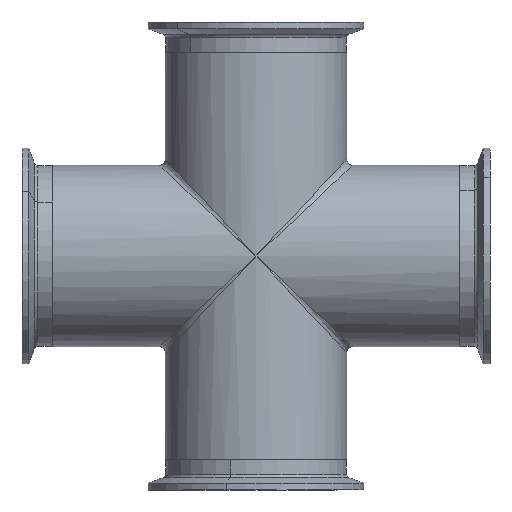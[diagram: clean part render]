
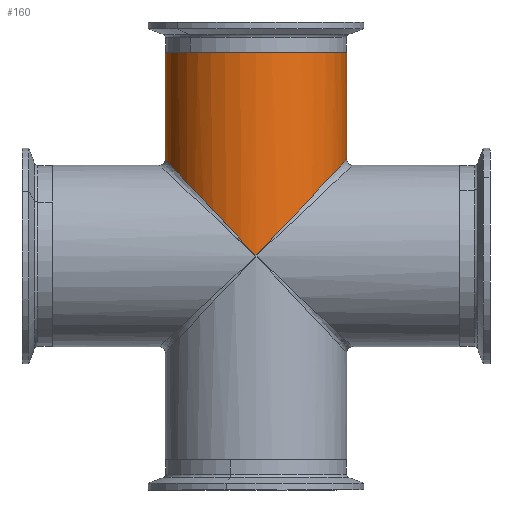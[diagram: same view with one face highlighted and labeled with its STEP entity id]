
A CAD part, front view. The second image highlights one B-rep face of the part: STEP entity #160.
In plain terms, the highlighted cylindrical face has radius 38.1 mm (diameter 76.2 mm), a partial arc.
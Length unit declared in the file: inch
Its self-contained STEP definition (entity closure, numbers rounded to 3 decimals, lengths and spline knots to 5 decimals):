
#16 = CARTESIAN_POINT ( 'NONE',  ( -1.5, 0., 3.37402 ) ) ;
#53 = AXIS2_PLACEMENT_3D ( 'NONE', #721, #1499, #1694 ) ;
#160 = ADVANCED_FACE ( 'NONE', ( #1198 ), #1391, .T. ) ;
#167 = DIRECTION ( 'NONE',  ( -1., 0., 0. ) ) ;
#177 = CARTESIAN_POINT ( 'NONE',  ( -1.5, -0.87868, 1.59843 ) ) ;
#204 = ORIENTED_EDGE ( 'NONE', *, *, #465, .T. ) ;
#214 = CARTESIAN_POINT ( 'NONE',  ( 1.5, 0., 1.59843 ) ) ;
#224 = EDGE_LOOP ( 'NONE', ( #1712, #1582, #1680, #204, #1734 ) ) ;
#367 = VERTEX_POINT ( 'NONE', #608 ) ;
#464 = CARTESIAN_POINT ( 'NONE',  ( 0.87868, -1.5, 0.93634 ) ) ;
#465 = EDGE_CURVE ( 'NONE', #367, #1027, #1732, .T. ) ;
#608 = CARTESIAN_POINT ( 'NONE',  ( -1.5, 0., 1.59843 ) ) ;
#721 = CARTESIAN_POINT ( 'NONE',  ( 0., 0., 3.37402 ) ) ;
#728 = CARTESIAN_POINT ( 'NONE',  ( 1.5, 0., 3.37402 ) ) ;
#766 = CARTESIAN_POINT ( 'NONE',  ( 0., 0., 3.37402 ) ) ;
#793 = VERTEX_POINT ( 'NONE', #214 ) ;
#883 = VECTOR ( 'NONE', #1706, 39.37008 ) ;
#945 = CARTESIAN_POINT ( 'NONE',  ( 0., -1.5, 0. ) ) ;
#1004 = EDGE_CURVE ( 'NONE', #2001, #367, #2397, .T. ) ;
#1018 = CARTESIAN_POINT ( 'NONE',  ( 1.5, 0., 1.59843 ) ) ;
#1027 = VERTEX_POINT ( 'NONE', #1553 ) ;
#1079 = AXIS2_PLACEMENT_3D ( 'NONE', #766, #2406, #167 ) ;
#1117 = CARTESIAN_POINT ( 'NONE',  ( -1.5, 0., 1.59843 ) ) ;
#1147 = EDGE_CURVE ( 'NONE', #1027, #793, #1925, .T. ) ;
#1198 = FACE_OUTER_BOUND ( 'NONE', #224, .T. ) ;
#1391 = CYLINDRICAL_SURFACE ( 'NONE', #1079, 1.5 ) ;
#1420 = CARTESIAN_POINT ( 'NONE',  ( 1.5, -0.87868, 1.59843 ) ) ;
#1499 = DIRECTION ( 'NONE',  ( 0., 0., 1. ) ) ;
#1553 = CARTESIAN_POINT ( 'NONE',  ( 0., -1.5, 0. ) ) ;
#1563 = DIRECTION ( 'NONE',  ( 0., 0., -1. ) ) ;
#1582 = ORIENTED_EDGE ( 'NONE', *, *, #1952, .F. ) ;
#1673 = CARTESIAN_POINT ( 'NONE',  ( 1.5, 0., 3.37402 ) ) ;
#1680 = ORIENTED_EDGE ( 'NONE', *, *, #1004, .T. ) ;
#1694 = DIRECTION ( 'NONE',  ( 1., 0., 0. ) ) ;
#1706 = DIRECTION ( 'NONE',  ( 0., 0., -1. ) ) ;
#1711 = CIRCLE ( 'NONE', #53, 1.5 ) ;
#1712 = ORIENTED_EDGE ( 'NONE', *, *, #1872, .F. ) ;
#1719 = CARTESIAN_POINT ( 'NONE',  ( -0.87868, -1.5, 0.93634 ) ) ;
#1732 =( BOUNDED_CURVE ( )  B_SPLINE_CURVE ( 3, ( #1117, #177, #1719, #945 ),
 .UNSPECIFIED., .F., .T. ) 
 B_SPLINE_CURVE_WITH_KNOTS ( ( 4, 4 ),
 ( 0., 1.5708 ),
 .UNSPECIFIED. ) 
 CURVE ( )  GEOMETRIC_REPRESENTATION_ITEM ( )  RATIONAL_B_SPLINE_CURVE ( ( 1., 0.805, 0.805, 1. ) ) 
 REPRESENTATION_ITEM ( '' )  );
#1734 = ORIENTED_EDGE ( 'NONE', *, *, #1147, .T. ) ;
#1853 = CARTESIAN_POINT ( 'NONE',  ( -1.5, 0., 3.37402 ) ) ;
#1872 = EDGE_CURVE ( 'NONE', #1876, #793, #1887, .T. ) ;
#1876 = VERTEX_POINT ( 'NONE', #728 ) ;
#1887 = LINE ( 'NONE', #1673, #883 ) ;
#1925 =( BOUNDED_CURVE ( )  B_SPLINE_CURVE ( 3, ( #2147, #464, #1420, #1018 ),
 .UNSPECIFIED., .F., .F. ) 
 B_SPLINE_CURVE_WITH_KNOTS ( ( 4, 4 ),
 ( 1.5708, 3.14159 ),
 .UNSPECIFIED. ) 
 CURVE ( )  GEOMETRIC_REPRESENTATION_ITEM ( )  RATIONAL_B_SPLINE_CURVE ( ( 1., 0.805, 0.805, 1. ) ) 
 REPRESENTATION_ITEM ( '' )  );
#1952 = EDGE_CURVE ( 'NONE', #2001, #1876, #1711, .T. ) ;
#2001 = VERTEX_POINT ( 'NONE', #1853 ) ;
#2147 = CARTESIAN_POINT ( 'NONE',  ( 0., -1.5, 0. ) ) ;
#2397 = LINE ( 'NONE', #16, #2425 ) ;
#2406 = DIRECTION ( 'NONE',  ( 0., 0., -1. ) ) ;
#2425 = VECTOR ( 'NONE', #1563, 39.37008 ) ;
